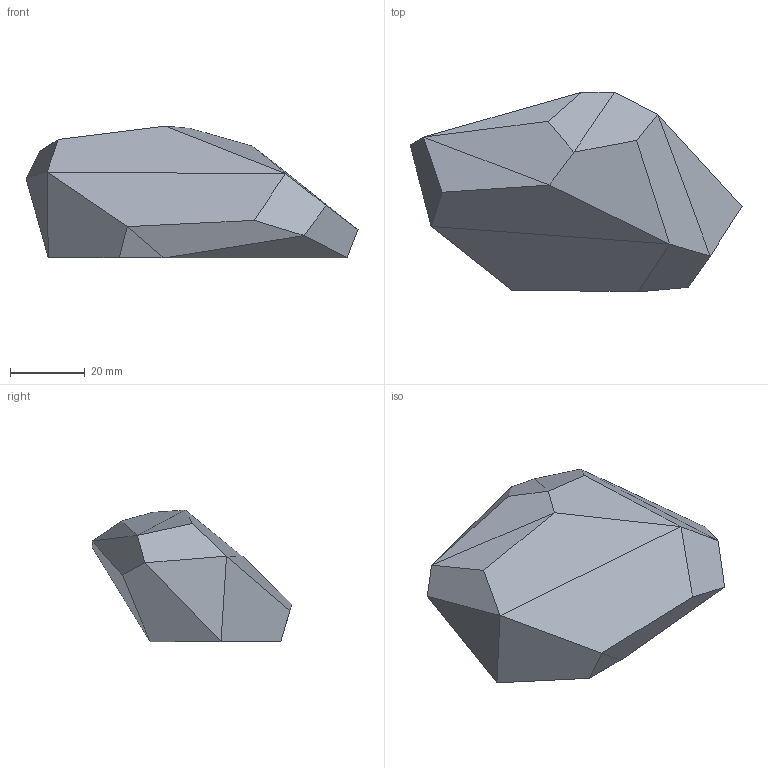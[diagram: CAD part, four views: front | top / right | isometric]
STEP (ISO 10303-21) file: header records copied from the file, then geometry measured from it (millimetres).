
FILE_DESCRIPTION (( 'STEP AP214' ), '1' );
FILE_NAME ('Áîëüøîé êðèñòàëë.STEP', '2022-11-21T13:38:37', ( 'Elessar' ), ( '' ), 'SwSTEP 2.0', 'SolidWorks 2018', '' );
FILE_SCHEMA (( 'AUTOMOTIVE_DESIGN' ));
Length unit declared in the file: millimetre
Products named in the file (1): Áîëüøîé êðèñòàëë
Bounding box: 88.88 x 53.42 x 35.29 mm (x, y, z)
Volume: 67648.9 mm3; surface area: 10212.4 mm2
Topology: 1 solids, 1 shells, 24 faces, 45 edges, 23 vertices
Faces by surface type: plane 24
Entity records: 595 total; most frequent: DIRECTION 95, CARTESIAN_POINT 93, ORIENTED_EDGE 90, LINE 45, EDGE_CURVE 45, VECTOR 45, AXIS2_PLACEMENT_3D 25, FACE_OUTER_BOUND 24
